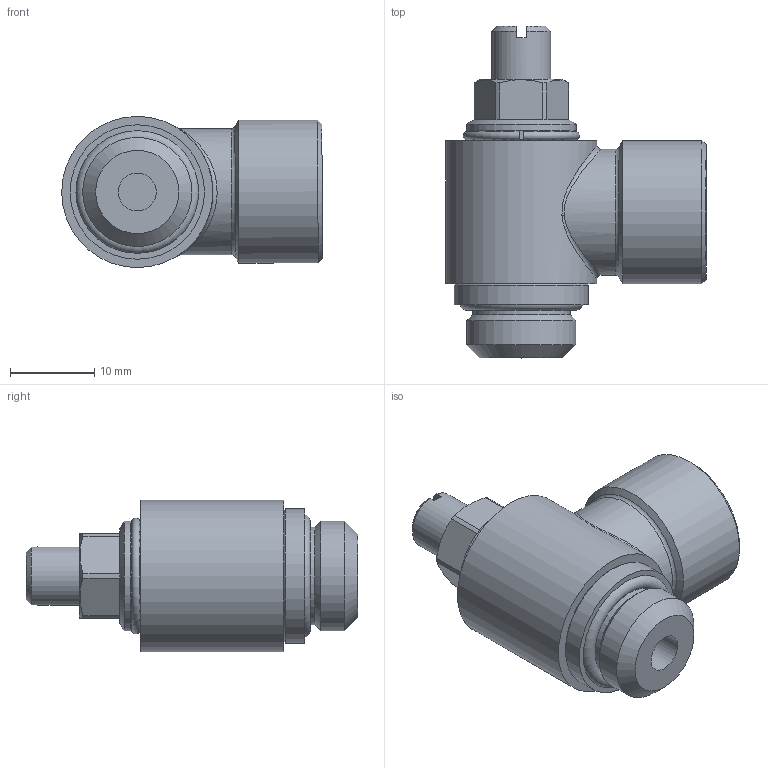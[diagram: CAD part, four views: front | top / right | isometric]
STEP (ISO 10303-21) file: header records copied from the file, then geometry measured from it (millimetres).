
FILE_DESCRIPTION((''),'2;1');
FILE_NAME('MV181414RAV.stp','2022-08-09T10:12:19',('RL'),(''),'Autodesk Inventor 2012','Autodesk Inventor 2012','');
FILE_SCHEMA(('AUTOMOTIVE_DESIGN { 1 0 10303 214 1 1 1 1 }'));
Length unit declared in the file: millimetre
Products named in the file (1): MV181414RAV
Bounding box: 31.02 x 39.51 x 18 mm (x, y, z)
Volume: 7797.5 mm3; surface area: 4551.2 mm2
Topology: 1 solids, 2 shells, 74 faces, 167 edges, 105 vertices
Faces by surface type: plane 30, cylinder 23, cone 15, torus 4, bspline 2
Full cylindrical faces by diameter (mm): 4.5 x1, 7 x1, 8 x1, 11.6 x2, 11.95 x1, 13 x1, 13.05 x2, 13.868 x3, 14.1 x1, 15 x1, 16 x1, 17 x1, 18 x1
Entity records: 3441 total; most frequent: CARTESIAN_POINT 1952, DIRECTION 318, ORIENTED_EDGE 248, AXIS2_PLACEMENT_3D 145, EDGE_CURVE 124, EDGE_LOOP 120, VERTEX_POINT 94, FACE_OUTER_BOUND 74
